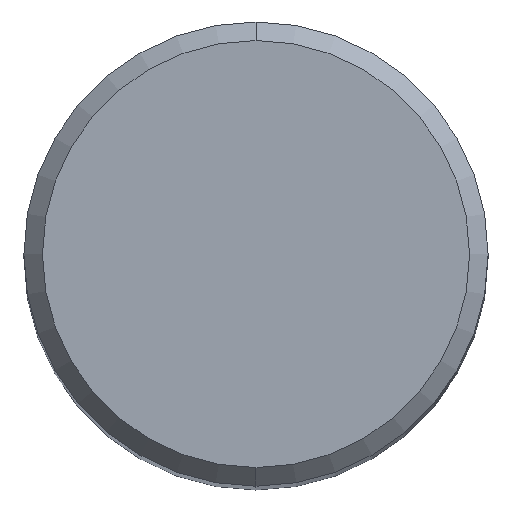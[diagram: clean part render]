
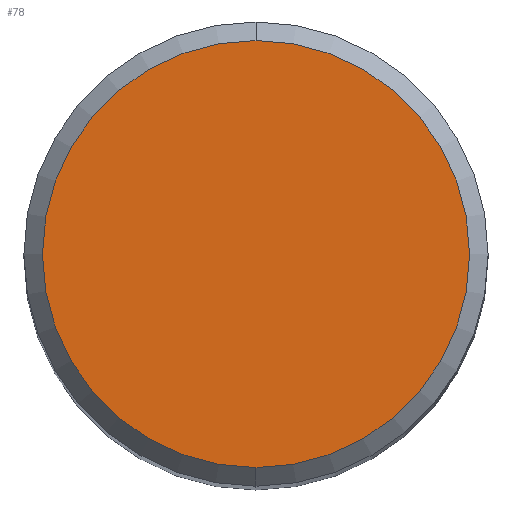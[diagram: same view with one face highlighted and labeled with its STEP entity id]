
A CAD part, top view. The second image highlights one B-rep face of the part: STEP entity #78.
In plain terms, the highlighted planar face has unit normal (0, 0, 1).
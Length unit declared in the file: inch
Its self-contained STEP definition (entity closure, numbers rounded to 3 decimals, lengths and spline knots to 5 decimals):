
#17 = CARTESIAN_POINT ( 'NONE',  ( 0., 0., 0. ) ) ;
#78 = ADVANCED_FACE ( 'NONE', ( #198 ), #121, .F. ) ;
#84 = AXIS2_PLACEMENT_3D ( 'NONE', #251, #294, #377 ) ;
#99 = VERTEX_POINT ( 'NONE', #366 ) ;
#100 = DIRECTION ( 'NONE',  ( 0., 0., 1. ) ) ;
#121 = PLANE ( 'NONE',  #148 ) ;
#148 = AXIS2_PLACEMENT_3D ( 'NONE', #202, #446, #482 ) ;
#149 = VERTEX_POINT ( 'NONE', #402 ) ;
#192 = AXIS2_PLACEMENT_3D ( 'NONE', #17, #100, #326 ) ;
#198 = FACE_OUTER_BOUND ( 'NONE', #384, .T. ) ;
#202 = CARTESIAN_POINT ( 'NONE',  ( 0., 0.1725, 0. ) ) ;
#233 = EDGE_CURVE ( 'NONE', #149, #99, #425, .T. ) ;
#251 = CARTESIAN_POINT ( 'NONE',  ( 0., 0., 0. ) ) ;
#294 = DIRECTION ( 'NONE',  ( 0., 0., 1. ) ) ;
#326 = DIRECTION ( 'NONE',  ( 0., -1., 0. ) ) ;
#336 = ORIENTED_EDGE ( 'NONE', *, *, #233, .T. ) ;
#366 = CARTESIAN_POINT ( 'NONE',  ( 0., 0.1725, 0. ) ) ;
#377 = DIRECTION ( 'NONE',  ( 0., -1., 0. ) ) ;
#384 = EDGE_LOOP ( 'NONE', ( #456, #336 ) ) ;
#402 = CARTESIAN_POINT ( 'NONE',  ( 0., -0.1725, 0. ) ) ;
#414 = CIRCLE ( 'NONE', #84, 0.1725 ) ;
#425 = CIRCLE ( 'NONE', #192, 0.1725 ) ;
#446 = DIRECTION ( 'NONE',  ( 0., 0., -1. ) ) ;
#456 = ORIENTED_EDGE ( 'NONE', *, *, #471, .T. ) ;
#471 = EDGE_CURVE ( 'NONE', #99, #149, #414, .T. ) ;
#482 = DIRECTION ( 'NONE',  ( 0., 1., 0. ) ) ;
